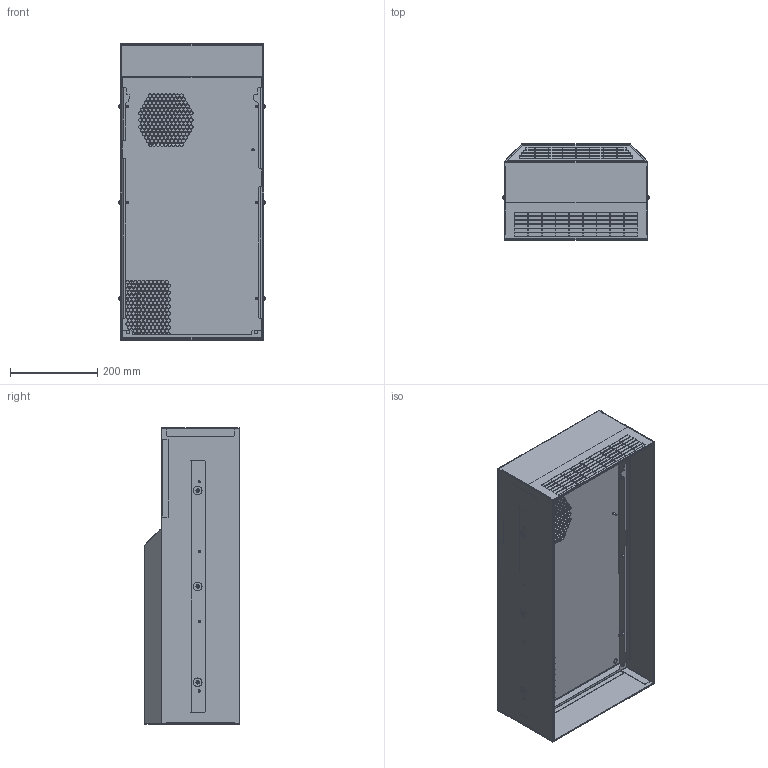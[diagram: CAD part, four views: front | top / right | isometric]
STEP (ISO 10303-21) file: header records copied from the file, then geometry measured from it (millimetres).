
FILE_DESCRIPTION((''),'2;1');
FILE_NAME('KG4269R_COMPLETE_ASSEMBLY_ASM_1_ASM','2018-09-14T',('briang'),(''),'CREO PARAMETRIC BY PTC INC, 2017170','CREO PARAMETRIC BY PTC INC, 2017170','');
FILE_SCHEMA(('CONFIG_CONTROL_DESIGN'));
Length unit declared in the file: millimetre
Products named in the file (13): KG4269R_NEMA_IN_COVER_1; WELDING_STUD_M4X10_A2_1; POPNUT_M4_HEX_OPEN_A2_1; KG4269R_NEMA_IN_COVER_ASS_ASM_1_ASM; KG4269R_NEMACOV_1; KG4269R_NEMCOV_SEPARATOR_1; KG4269R_NEMCOV_HOR_FIXING_1; KG4269R_NEMCOV_VER_FIXING_1; KG4269R_NEMCOV_INTAKE_MESH_1; KG4269R_NEMCOV_OUTTAKE_MESH_1; SCREW_DIN_7985-M4X20-A2_1; KG4269R_NEMA_COVER_ASS_ASM_1_ASM; KG4269R_COMPLETE_ASSEMBLY_ASM_1_ASM
Assembly tree (23 placements, depth 3):
  KG4269R_COMPLETE_ASSEMBLY_ASM_1_ASM
    KG4269R_NEMA_IN_COVER_ASS_ASM_1_ASM
      KG4269R_NEMA_IN_COVER_1
      WELDING_STUD_M4X10_A2_1
      POPNUT_M4_HEX_OPEN_A2_1  x6
    KG4269R_NEMA_COVER_ASS_ASM_1_ASM
      KG4269R_NEMACOV_1
      KG4269R_NEMCOV_SEPARATOR_1
      KG4269R_NEMCOV_HOR_FIXING_1
      KG4269R_NEMCOV_VER_FIXING_1  x2
      KG4269R_NEMCOV_INTAKE_MESH_1
      KG4269R_NEMCOV_OUTTAKE_MESH_1
      SCREW_DIN_7985-M4X20-A2_1  x6
Bounding box: 336.09 x 220 x 680 mm (x, y, z)
Volume: 948525 mm3; surface area: 2053462.8 mm2
Topology: 21 solids, 28 shells, 2419 faces, 6604 edges, 4256 vertices
Faces by surface type: plane 1090, cylinder 973, torus 156, cone 134, bspline 54, sphere 12
Entity records: 64120 total; most frequent: CARTESIAN_POINT 12694, DIRECTION 10835, ORIENTED_EDGE 10318, EDGE_CURVE 5163, AXIS2_PLACEMENT_3D 3930, VERTEX_POINT 3339, VECTOR 2975, LINE 2975
